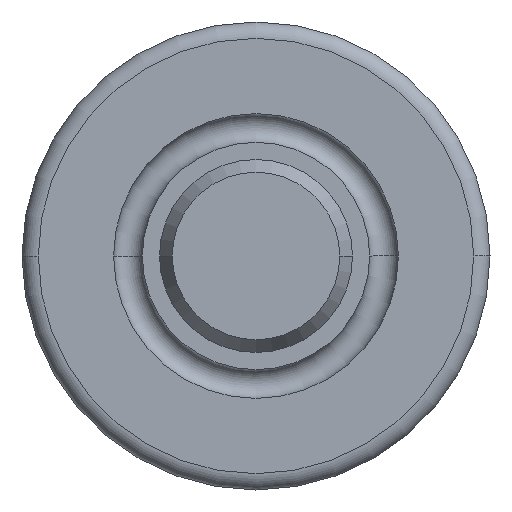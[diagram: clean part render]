
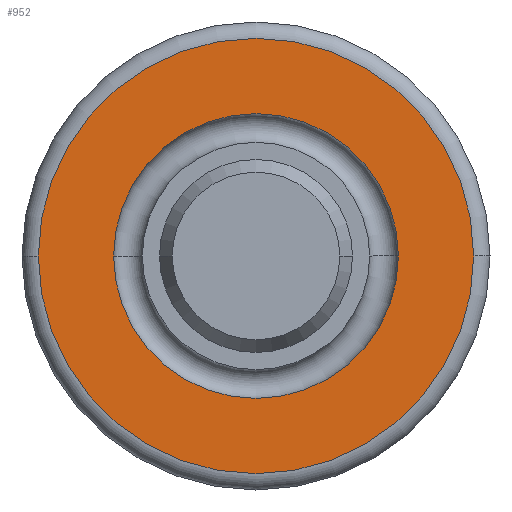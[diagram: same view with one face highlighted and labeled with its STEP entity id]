
A CAD part, left-side view. The second image highlights one B-rep face of the part: STEP entity #952.
In plain terms, the highlighted planar face has unit normal (-1, 0, 0).
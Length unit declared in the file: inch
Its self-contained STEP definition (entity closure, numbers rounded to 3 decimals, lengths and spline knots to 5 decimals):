
#46 = EDGE_CURVE ( 'NONE', #383, #934, #529, .T. ) ;
#61 = DIRECTION ( 'NONE',  ( 1., 0., 0. ) ) ;
#77 = AXIS2_PLACEMENT_3D ( 'NONE', #887, #509, #652 ) ;
#105 = CIRCLE ( 'NONE', #502, 0.15974 ) ;
#131 = EDGE_CURVE ( 'NONE', #794, #512, #105, .T. ) ;
#161 = CARTESIAN_POINT ( 'NONE',  ( 0., 0.2442, 0. ) ) ;
#167 = EDGE_LOOP ( 'NONE', ( #269, #919 ) ) ;
#250 = DIRECTION ( 'NONE',  ( -1., 0., 0. ) ) ;
#269 = ORIENTED_EDGE ( 'NONE', *, *, #46, .F. ) ;
#275 = AXIS2_PLACEMENT_3D ( 'NONE', #795, #61, #956 ) ;
#300 = ORIENTED_EDGE ( 'NONE', *, *, #591, .T. ) ;
#317 = CARTESIAN_POINT ( 'NONE',  ( 0., -0.2442, 0. ) ) ;
#330 = FACE_BOUND ( 'NONE', #701, .T. ) ;
#357 = DIRECTION ( 'NONE',  ( 1., 0., 0. ) ) ;
#368 = CARTESIAN_POINT ( 'NONE',  ( 0., 0.15974, 0. ) ) ;
#372 = AXIS2_PLACEMENT_3D ( 'NONE', #967, #357, #513 ) ;
#375 = CARTESIAN_POINT ( 'NONE',  ( 0., -0.15974, 0. ) ) ;
#383 = VERTEX_POINT ( 'NONE', #161 ) ;
#396 = DIRECTION ( 'NONE',  ( 0., -1., 0. ) ) ;
#462 = PLANE ( 'NONE',  #629 ) ;
#487 = CIRCLE ( 'NONE', #77, 0.2442 ) ;
#492 = DIRECTION ( 'NONE',  ( 0., 1., 0. ) ) ;
#502 = AXIS2_PLACEMENT_3D ( 'NONE', #708, #570, #492 ) ;
#509 = DIRECTION ( 'NONE',  ( 1., 0., 0. ) ) ;
#512 = VERTEX_POINT ( 'NONE', #368 ) ;
#513 = DIRECTION ( 'NONE',  ( 0., 1., 0. ) ) ;
#529 = CIRCLE ( 'NONE', #372, 0.2442 ) ;
#570 = DIRECTION ( 'NONE',  ( 1., 0., 0. ) ) ;
#576 = EDGE_CURVE ( 'NONE', #934, #383, #487, .T. ) ;
#591 = EDGE_CURVE ( 'NONE', #512, #794, #612, .T. ) ;
#612 = CIRCLE ( 'NONE', #275, 0.15974 ) ;
#626 = CARTESIAN_POINT ( 'NONE',  ( 0., 0.15974, 0. ) ) ;
#629 = AXIS2_PLACEMENT_3D ( 'NONE', #626, #250, #396 ) ;
#652 = DIRECTION ( 'NONE',  ( 0., 1., 0. ) ) ;
#701 = EDGE_LOOP ( 'NONE', ( #300, #974 ) ) ;
#708 = CARTESIAN_POINT ( 'NONE',  ( 0., 0., 0. ) ) ;
#794 = VERTEX_POINT ( 'NONE', #375 ) ;
#795 = CARTESIAN_POINT ( 'NONE',  ( 0., 0., 0. ) ) ;
#850 = FACE_OUTER_BOUND ( 'NONE', #167, .T. ) ;
#887 = CARTESIAN_POINT ( 'NONE',  ( 0., 0., 0. ) ) ;
#919 = ORIENTED_EDGE ( 'NONE', *, *, #576, .F. ) ;
#934 = VERTEX_POINT ( 'NONE', #317 ) ;
#952 = ADVANCED_FACE ( 'NONE', ( #330, #850 ), #462, .T. ) ;
#956 = DIRECTION ( 'NONE',  ( 0., 1., 0. ) ) ;
#967 = CARTESIAN_POINT ( 'NONE',  ( 0., 0., 0. ) ) ;
#974 = ORIENTED_EDGE ( 'NONE', *, *, #131, .T. ) ;
